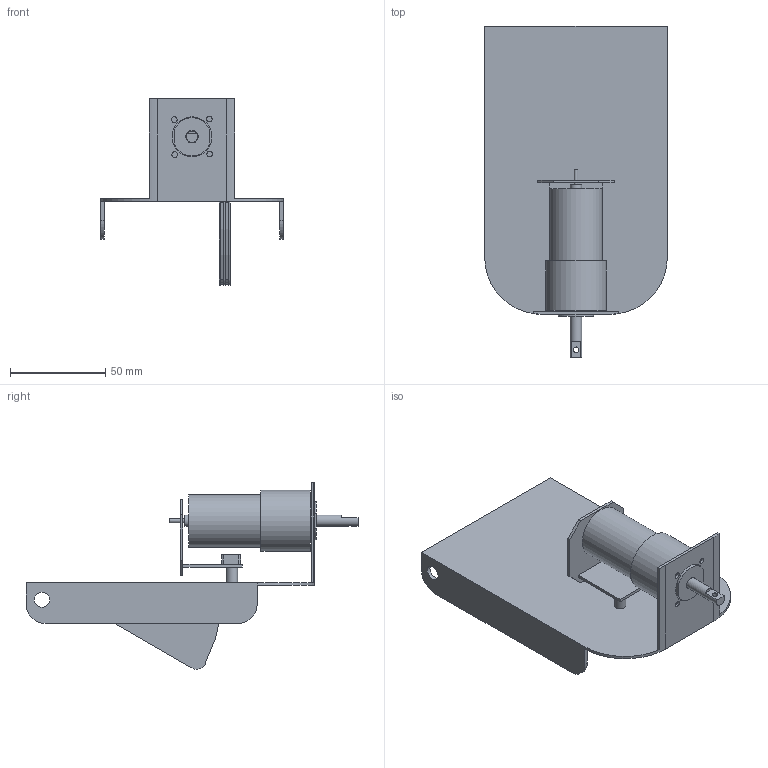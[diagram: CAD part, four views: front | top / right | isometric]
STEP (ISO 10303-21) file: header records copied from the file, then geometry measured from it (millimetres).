
FILE_DESCRIPTION(/* description */ (''),/* implementation_level */ '2;1');
FILE_NAME(/* name */ 'Geared Motor Housing.step',/* time_stamp */ '2021-01-10T16:30:08+05:00',/* author */ (''),/* organization */ (''),/* preprocessor_version */ 'ST-DEVELOPER v18.1',/* originating_system */ 'Autodesk Translation Framework v9.7.1.1290',/* authorisation */ '');
FILE_SCHEMA (('AUTOMOTIVE_DESIGN { 1 0 10303 214 3 1 1 }'));
Length unit declared in the file: millimetre
Products named in the file (2): DC planetary geared motor; Component1
Assembly tree (1 placements, depth 2):
  DC planetary geared motor
    Component1
Bounding box: 96 x 174.5 x 98.04 mm (x, y, z)
Volume: 95185.7 mm3; surface area: 62634.1 mm2
Topology: 4 solids, 4 shells, 112 faces, 271 edges, 180 vertices
Faces by surface type: plane 71, cylinder 41
Full cylindrical faces by diameter (mm): 2 x1, 3 x9, 6 x3, 6.5 x1, 8 x2, 21 x1, 27.6 x1, 32 x1
Entity records: 3449 total; most frequent: CARTESIAN_POINT 599, DIRECTION 587, ORIENTED_EDGE 542, EDGE_CURVE 271, AXIS2_PLACEMENT_3D 202, LINE 183, VECTOR 183, VERTEX_POINT 180
